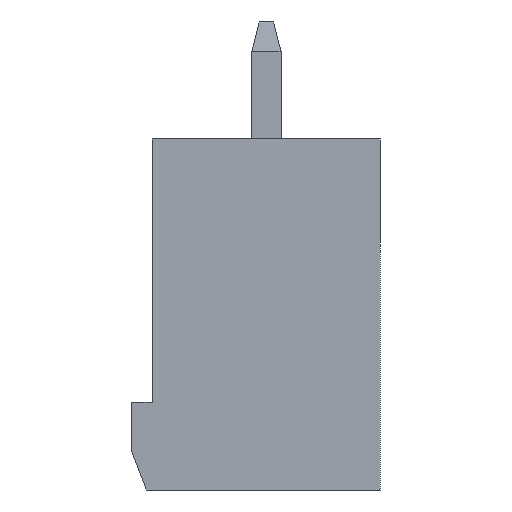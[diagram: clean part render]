
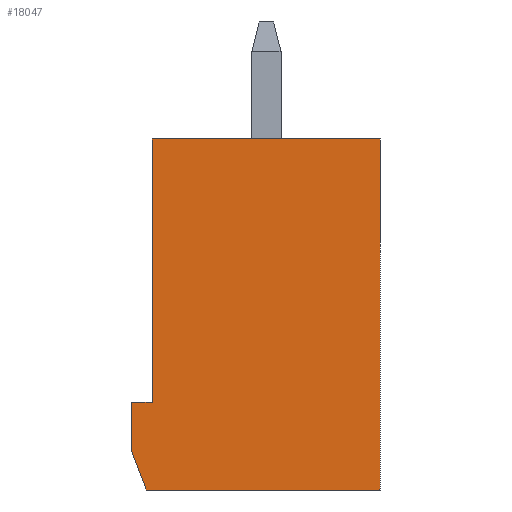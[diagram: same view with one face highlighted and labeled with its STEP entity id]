
A CAD part, left-side view. The second image highlights one B-rep face of the part: STEP entity #18047.
In plain terms, the highlighted planar face has unit normal (-1, 0, 0).
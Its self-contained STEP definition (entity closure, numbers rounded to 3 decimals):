
#2218 = VERTEX_POINT('',#2219);
#2219 = CARTESIAN_POINT('',(-35.7,2.45,-7.81));
#2225 = EDGE_CURVE('',#2226,#2218,#2228,.T.);
#2226 = VERTEX_POINT('',#2227);
#2227 = CARTESIAN_POINT('',(-35.7,-5.35,-7.81));
#2228 = LINE('',#2229,#2230);
#2229 = CARTESIAN_POINT('',(-35.7,-5.35,-7.81));
#2230 = VECTOR('',#2231,1.);
#2231 = DIRECTION('',(0.,1.,0.));
#2505 = VERTEX_POINT('',#2506);
#2506 = CARTESIAN_POINT('',(-35.7,2.45,-16.81));
#2512 = EDGE_CURVE('',#2505,#2218,#2513,.T.);
#2513 = LINE('',#2514,#2515);
#2514 = CARTESIAN_POINT('',(-35.7,2.45,-16.81));
#2515 = VECTOR('',#2516,1.);
#2516 = DIRECTION('',(0.,0.,1.));
#2529 = VERTEX_POINT('',#2530);
#2530 = CARTESIAN_POINT('',(-35.7,3.15,-16.81));
#2536 = EDGE_CURVE('',#2529,#2505,#2537,.T.);
#2537 = LINE('',#2538,#2539);
#2538 = CARTESIAN_POINT('',(-35.7,3.15,-16.81));
#2539 = VECTOR('',#2540,1.);
#2540 = DIRECTION('',(0.,-1.,0.));
#2674 = VERTEX_POINT('',#2675);
#2675 = CARTESIAN_POINT('',(-35.7,3.15,-18.51));
#2681 = EDGE_CURVE('',#2529,#2674,#2682,.T.);
#2682 = LINE('',#2683,#2684);
#2683 = CARTESIAN_POINT('',(-35.7,3.15,-16.81));
#2684 = VECTOR('',#2685,1.);
#2685 = DIRECTION('',(0.,0.,-1.));
#2707 = VERTEX_POINT('',#2708);
#2708 = CARTESIAN_POINT('',(-35.7,-5.35,-19.81));
#2714 = EDGE_CURVE('',#2715,#2707,#2717,.T.);
#2715 = VERTEX_POINT('',#2716);
#2716 = CARTESIAN_POINT('',(-35.7,2.65,-19.81));
#2717 = LINE('',#2718,#2719);
#2718 = CARTESIAN_POINT('',(-35.7,2.65,-19.81));
#2719 = VECTOR('',#2720,1.);
#2720 = DIRECTION('',(0.,-1.,0.));
#3075 = EDGE_CURVE('',#2707,#2226,#3076,.T.);
#3076 = LINE('',#3077,#3078);
#3077 = CARTESIAN_POINT('',(-35.7,-5.35,-19.81));
#3078 = VECTOR('',#3079,1.);
#3079 = DIRECTION('',(0.,0.,1.));
#16266 = EDGE_CURVE('',#2715,#2674,#16267,.T.);
#16267 = LINE('',#16268,#16269);
#16268 = CARTESIAN_POINT('',(-35.7,2.65,-19.81));
#16269 = VECTOR('',#16270,1.);
#16270 = DIRECTION('',(0.,0.359,0.933)
  );
#18047 = ADVANCED_FACE('',(#18048),#18057,.T.);
#18048 = FACE_BOUND('',#18049,.T.);
#18049 = EDGE_LOOP('',(#18050,#18051,#18052,#18053,#18054,#18055,#18056)
  );
#18050 = ORIENTED_EDGE('',*,*,#2714,.T.);
#18051 = ORIENTED_EDGE('',*,*,#3075,.T.);
#18052 = ORIENTED_EDGE('',*,*,#2225,.T.);
#18053 = ORIENTED_EDGE('',*,*,#2512,.F.);
#18054 = ORIENTED_EDGE('',*,*,#2536,.F.);
#18055 = ORIENTED_EDGE('',*,*,#2681,.T.);
#18056 = ORIENTED_EDGE('',*,*,#16266,.F.);
#18057 = PLANE('',#18058);
#18058 = AXIS2_PLACEMENT_3D('',#18059,#18060,#18061);
#18059 = CARTESIAN_POINT('',(-35.7,-11.5,-5.521));
#18060 = DIRECTION('',(-1.,0.,0.));
#18061 = DIRECTION('',(0.,0.,-1.));
